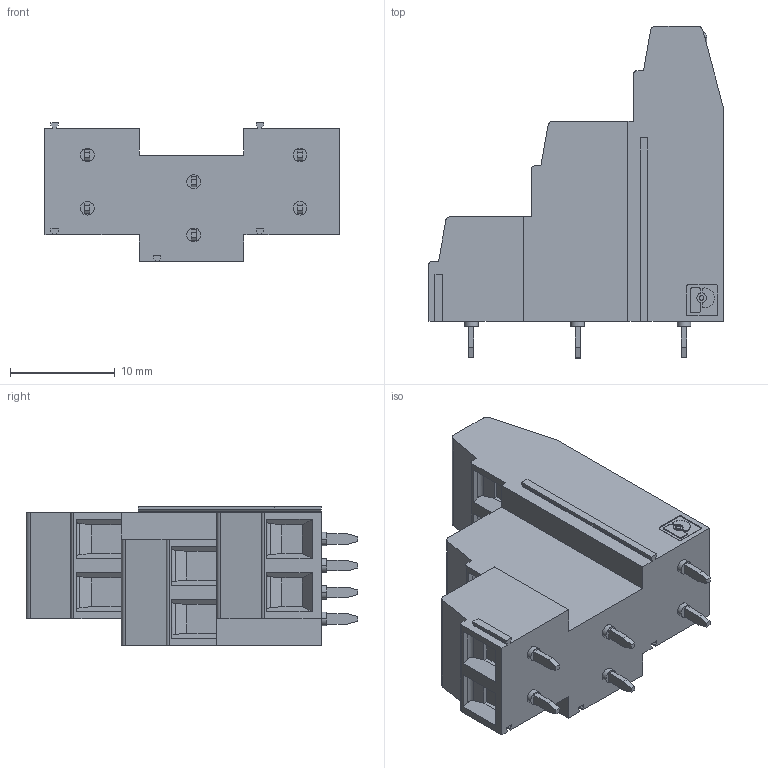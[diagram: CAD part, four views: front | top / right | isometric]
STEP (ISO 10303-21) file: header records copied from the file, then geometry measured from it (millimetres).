
FILE_DESCRIPTION(('STEP AP214'),'1');
FILE_NAME('1723289.stp','2015-09-14T18:07:19',('TraceParts'),('TraceParts S.A.'),'Spatial InterOp 3D',' ',' ');
FILE_SCHEMA(('automotive_design'));
Length unit declared in the file: millimetre
Products named in the file (1): mk3dsn_1.5-2-5.08|1#mk3dsn_1.5-2-5.08;mk3dsn_1.5-2-5.08
Bounding box: 28.1 x 31.7 x 13.27 mm (x, y, z)
Volume: 4884.8 mm3; surface area: 2807 mm2
Topology: 1 solids, 1 shells, 337 faces, 851 edges, 548 vertices
Faces by surface type: plane 258, cylinder 71, cone 4, sphere 4
Entity records: 13026 total; most frequent: CARTESIAN_POINT 2034, DIRECTION 1719, ORIENTED_EDGE 1702, EDGE_CURVE 851, LINE 651, VECTOR 651, VERTEX_POINT 548, AXIS2_PLACEMENT_3D 534
